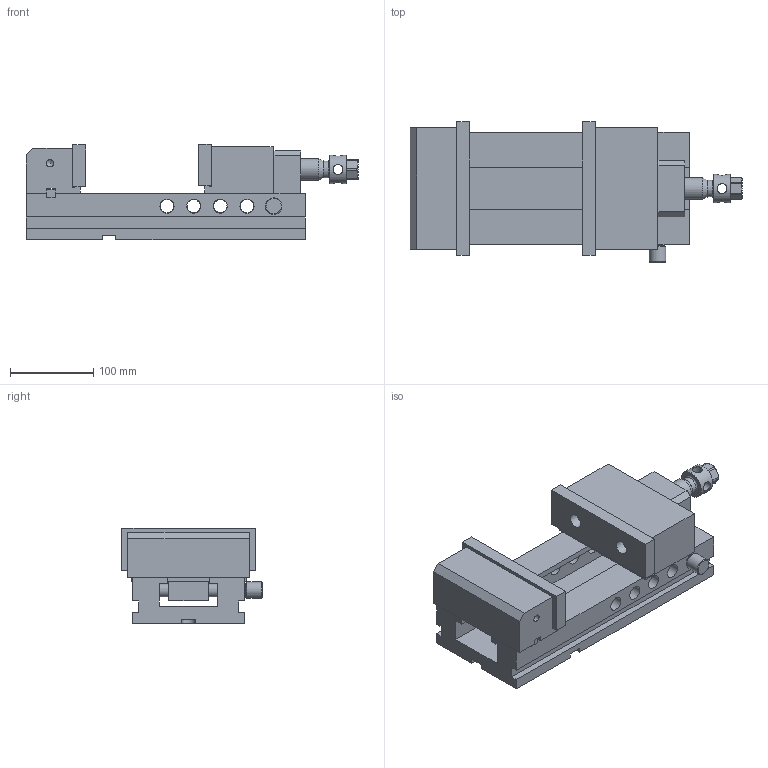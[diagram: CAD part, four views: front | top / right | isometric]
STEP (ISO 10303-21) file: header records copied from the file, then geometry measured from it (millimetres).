
FILE_DESCRIPTION(/* description */ (''),/* implementation_level */ '2;1');
FILE_NAME(/* name */ '27_160_Mordaza.stp',/* time_stamp */ '2013-07-29T09:16:27+02:00',/* author */ (''),/* organization */ (''),/* preprocessor_version */ 'ST-DEVELOPER v11',/* originating_system */ 'SIEMENS PLM Software NX 7.5',/* authorisation */ '');
FILE_SCHEMA (('AUTOMOTIVE_DESIGN { 1 0 10303 214 1 1 1 1 }'));
Length unit declared in the file: millimetre
Products named in the file (1): 27_160_Mordaza
Bounding box: 398.5 x 168.1 x 115 mm (x, y, z)
Volume: 2972540.3 mm3; surface area: 432095.9 mm2
Topology: 11 solids, 11 shells, 279 faces, 706 edges, 468 vertices
Faces by surface type: plane 151, cylinder 89, cone 28, torus 9, sphere 2
Full cylindrical faces by diameter (mm): 5 x4, 8.782 x8, 10.5 x4, 10.579 x4, 12 x4, 13 x4, 16 x12, 16.5 x2, 17 x14, 19 x4, 20 x3, 21.25 x1, 26 x1, 30 x2, 33.8 x1, 34 x3
Entity records: 9663 total; most frequent: CARTESIAN_POINT 1422, DIRECTION 1277, ORIENTED_EDGE 1082, EDGE_CURVE 541, AXIS2_PLACEMENT_3D 472, EDGE_LOOP 451, VERTEX_POINT 425, FACE_BOUND 345
